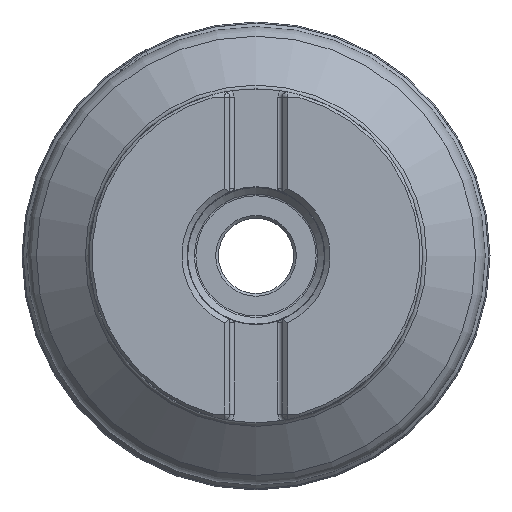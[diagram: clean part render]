
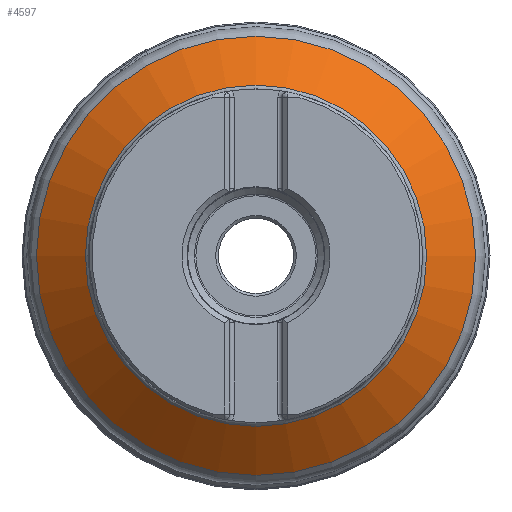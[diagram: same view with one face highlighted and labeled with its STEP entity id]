
A CAD part, top view. The second image highlights one B-rep face of the part: STEP entity #4597.
In plain terms, the highlighted conical face has half-angle 50 degrees and reference radius 31 mm.
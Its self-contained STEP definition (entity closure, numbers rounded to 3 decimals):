
#4519=CONICAL_SURFACE('',#27106,31.,50.);
#4597=ADVANCED_FACE('',(#8506,#8507),#4519,.T.);
#8506=FACE_BOUND('',#8765,.T.);
#8507=FACE_BOUND('',#8766,.T.);
#8765=EDGE_LOOP('',(#10693));
#8766=EDGE_LOOP('',(#10694));
#10693=ORIENTED_EDGE('',*,*,#20922,.T.);
#10694=ORIENTED_EDGE('',*,*,#20921,.T.);
#18561=VERTEX_POINT('',#35529);
#18562=VERTEX_POINT('',#35532);
#20921=EDGE_CURVE('',#18561,#18561,#24864,.T.);
#20922=EDGE_CURVE('',#18562,#18562,#24865,.T.);
#24864=CIRCLE('',#27103,40.814);
#24865=CIRCLE('',#27105,31.714);
#27103=AXIS2_PLACEMENT_3D('',#35528,#29613,#29614);
#27105=AXIS2_PLACEMENT_3D('',#35531,#29617,#29618);
#27106=AXIS2_PLACEMENT_3D('',#35533,#29619,#29620);
#29613=DIRECTION('',(0.,0.,1.));
#29614=DIRECTION('',(1.,0.,0.));
#29617=DIRECTION('',(0.,0.,-1.));
#29618=DIRECTION('',(-1.,0.,0.));
#29619=DIRECTION('',(0.,0.,-1.));
#29620=DIRECTION('',(-1.,0.,0.));
#35528=CARTESIAN_POINT('',(0.,0.,-21.235));
#35529=CARTESIAN_POINT('',(40.814,0.,-21.235));
#35531=CARTESIAN_POINT('',(0.,0.,-13.599));
#35532=CARTESIAN_POINT('',(-31.714,0.,-13.599));
#35533=CARTESIAN_POINT('',(0.,0.,-13.));
